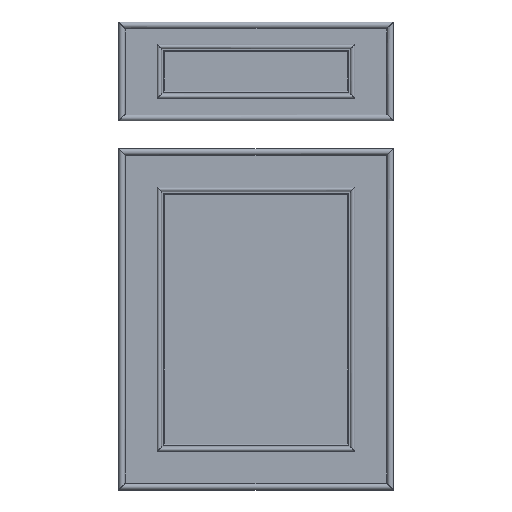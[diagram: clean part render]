
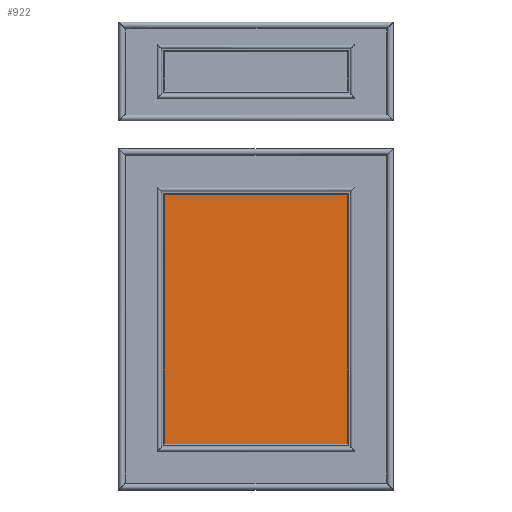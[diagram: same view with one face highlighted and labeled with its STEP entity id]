
A CAD part, top view. The second image highlights one B-rep face of the part: STEP entity #922.
In plain terms, the highlighted planar face has unit normal (0, 0, 1).
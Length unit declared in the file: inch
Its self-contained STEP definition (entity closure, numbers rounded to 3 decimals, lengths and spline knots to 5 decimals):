
#55=LINE('',#1691,#127);
#68=LINE('',#1715,#140);
#70=LINE('',#1721,#142);
#72=LINE('',#1724,#144);
#127=VECTOR('',#1140,0.3937);
#140=VECTOR('',#1165,0.3937);
#142=VECTOR('',#1173,0.3937);
#144=VECTOR('',#1177,0.3937);
#191=PLANE('',#1009);
#230=FACE_OUTER_BOUND('',#288,.T.);
#288=EDGE_LOOP('',(#731,#732,#733,#734));
#421=VERTEX_POINT('',#1689);
#422=VERTEX_POINT('',#1690);
#427=VERTEX_POINT('',#1713);
#428=VERTEX_POINT('',#1720);
#523=EDGE_CURVE('',#421,#422,#55,.T.);
#536=EDGE_CURVE('',#427,#421,#68,.T.);
#538=EDGE_CURVE('',#428,#422,#70,.T.);
#540=EDGE_CURVE('',#427,#428,#72,.T.);
#731=ORIENTED_EDGE('',*,*,#536,.F.);
#732=ORIENTED_EDGE('',*,*,#540,.T.);
#733=ORIENTED_EDGE('',*,*,#538,.T.);
#734=ORIENTED_EDGE('',*,*,#523,.F.);
#922=ADVANCED_FACE('',(#230),#191,.F.);
#1009=AXIS2_PLACEMENT_3D('',#1723,#1175,#1176);
#1140=DIRECTION('',(0.,1.,0.));
#1165=DIRECTION('',(-1.,0.,0.));
#1173=DIRECTION('',(-1.,0.,0.));
#1175=DIRECTION('center_axis',(0.,0.,-1.));
#1176=DIRECTION('ref_axis',(-1.,0.,0.));
#1177=DIRECTION('',(0.,1.,0.));
#1689=CARTESIAN_POINT('',(92.77289,-84.93119,0.50585));
#1690=CARTESIAN_POINT('',(92.77289,-70.38075,0.50585));
#1691=CARTESIAN_POINT('',(92.77289,-73.46847,0.50585));
#1713=CARTESIAN_POINT('',(103.44832,-84.93119,0.50585));
#1715=CARTESIAN_POINT('',(105.44832,-84.93119,0.50585));
#1720=CARTESIAN_POINT('',(103.44832,-70.38075,0.50585));
#1721=CARTESIAN_POINT('',(103.44832,-70.38075,0.50585));
#1723=CARTESIAN_POINT('Origin',(103.44832,-73.46847,0.50585));
#1724=CARTESIAN_POINT('',(103.44832,-73.46847,0.50585));
